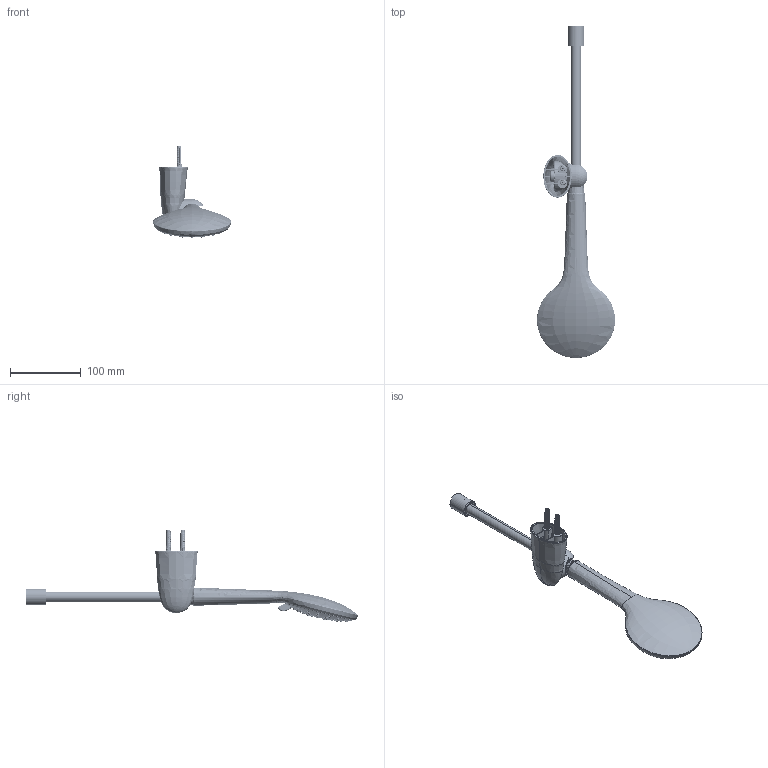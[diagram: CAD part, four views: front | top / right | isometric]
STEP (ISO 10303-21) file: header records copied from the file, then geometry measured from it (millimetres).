
FILE_DESCRIPTION((''),'2;1');
FILE_NAME('A1GM-3A08A-HB1153E-JO_ASM','2023-03-08T',('fth20'),(''),'CREO PARAMETRIC BY PTC INC, 2015480','CREO PARAMETRIC BY PTC INC, 2015480','');
FILE_SCHEMA(('CONFIG_CONTROL_DESIGN'));
Products named in the file (19): D99GM0-R01; D99GM0-R02; D99GM0-R07; D99GM0-R06; D99GM0-R05; D99GM0-R04; D99GM0-R03; D99GM0-JO_ASM; HB1153EPA-R01_AF0; HB1153EPA-R02; HB1153EPA-R04; HB1153EPA-R05; HB1153EPA-R06; HB1153EPA-R07; HB1153EPA-R08; HB1153EPA-R09; HB1153EAT-JO_AF0_ASM; F3A08APH-JO; A1GM-3A08A-HB1153E-JO_ASM
Assembly tree (24 placements, depth 3):
  A1GM-3A08A-HB1153E-JO_ASM
    D99GM0-JO_ASM
      D99GM0-R01  x2
      D99GM0-R02  x2
      D99GM0-R07
      D99GM0-R06
      D99GM0-R05
      D99GM0-R04
      D99GM0-R03
    HB1153EAT-JO_AF0_ASM
      HB1153EPA-R01_AF0
      HB1153EPA-R02  x2
      HB1153EPA-R04  x2
      HB1153EPA-R05
      HB1153EPA-R06
      HB1153EPA-R07  x2
      HB1153EPA-R08  x2
      HB1153EPA-R09
    F3A08APH-JO
Bounding box: 109.8 x 467.58 x 129.74 mm (x, y, z)
Volume: 215856.2 mm3; surface area: 176197.4 mm2
Topology: 23 solids, 77 shells, 2970 faces, 8243 edges, 5486 vertices
Faces by surface type: plane 865, cylinder 633, cone 630, bspline 625, torus 155, sphere 56, revolution 4, extrusion 2
Entity records: 152827 total; most frequent: CARTESIAN_POINT 93060, ORIENTED_EDGE 14102, DIRECTION 9659, EDGE_CURVE 7051, VERTEX_POINT 4728, AXIS2_PLACEMENT_3D 3774, B_SPLINE_CURVE_WITH_KNOTS 3194, EDGE_LOOP 3001
